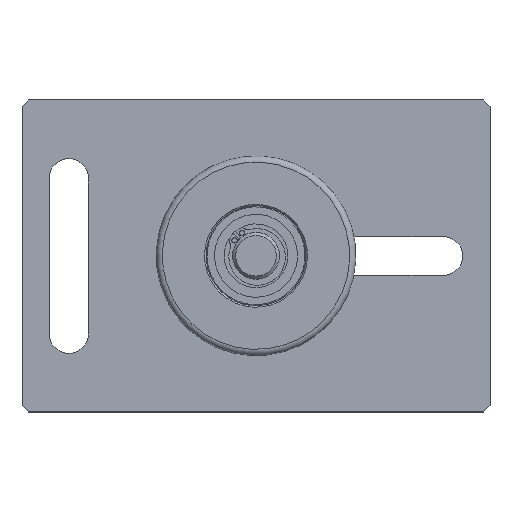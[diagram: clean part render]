
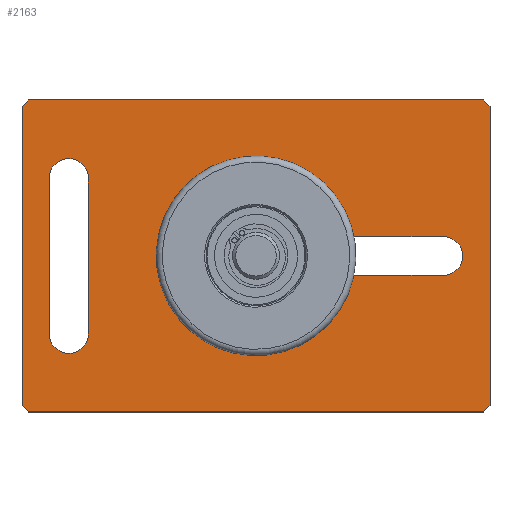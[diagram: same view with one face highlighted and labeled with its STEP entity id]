
A CAD part, top view. The second image highlights one B-rep face of the part: STEP entity #2163.
In plain terms, the highlighted planar face has unit normal (0, 0, 1).
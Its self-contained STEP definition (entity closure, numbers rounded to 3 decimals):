
#206=FACE_BOUND('',#547,.T.);
#207=FACE_BOUND('',#548,.T.);
#208=FACE_BOUND('',#549,.T.);
#251=CIRCLE('',#2465,6.);
#252=CIRCLE('',#2466,6.25);
#253=CIRCLE('',#2467,6.25);
#254=CIRCLE('',#2468,6.25);
#255=CIRCLE('',#2469,6.25);
#433=FACE_OUTER_BOUND('',#546,.T.);
#546=EDGE_LOOP('',(#1465,#1466,#1467,#1468,#1469,#1470,#1471,#1472));
#547=EDGE_LOOP('',(#1473));
#548=EDGE_LOOP('',(#1474,#1475,#1476,#1477));
#549=EDGE_LOOP('',(#1478,#1479,#1480,#1481));
#703=LINE('',#3486,#796);
#707=LINE('',#3494,#800);
#708=LINE('',#3496,#801);
#709=LINE('',#3498,#802);
#710=LINE('',#3500,#803);
#711=LINE('',#3502,#804);
#712=LINE('',#3504,#805);
#713=LINE('',#3505,#806);
#714=LINE('',#3510,#807);
#715=LINE('',#3514,#808);
#716=LINE('',#3520,#809);
#717=LINE('',#3523,#810);
#796=VECTOR('',#2777,10.);
#800=VECTOR('',#2783,10.);
#801=VECTOR('',#2784,10.);
#802=VECTOR('',#2785,10.);
#803=VECTOR('',#2786,10.);
#804=VECTOR('',#2787,10.);
#805=VECTOR('',#2788,10.);
#806=VECTOR('',#2789,10.);
#807=VECTOR('',#2792,10.);
#808=VECTOR('',#2795,10.);
#809=VECTOR('',#2800,10.);
#810=VECTOR('',#2803,10.);
#889=VERTEX_POINT('',#3484);
#890=VERTEX_POINT('',#3485);
#893=VERTEX_POINT('',#3493);
#894=VERTEX_POINT('',#3495);
#895=VERTEX_POINT('',#3497);
#896=VERTEX_POINT('',#3499);
#897=VERTEX_POINT('',#3501);
#898=VERTEX_POINT('',#3503);
#899=VERTEX_POINT('',#3506);
#900=VERTEX_POINT('',#3508);
#901=VERTEX_POINT('',#3509);
#902=VERTEX_POINT('',#3511);
#903=VERTEX_POINT('',#3513);
#904=VERTEX_POINT('',#3516);
#905=VERTEX_POINT('',#3517);
#906=VERTEX_POINT('',#3519);
#907=VERTEX_POINT('',#3521);
#1131=EDGE_CURVE('',#889,#890,#703,.T.);
#1135=EDGE_CURVE('',#893,#889,#707,.T.);
#1136=EDGE_CURVE('',#894,#893,#708,.T.);
#1137=EDGE_CURVE('',#895,#894,#709,.T.);
#1138=EDGE_CURVE('',#896,#895,#710,.T.);
#1139=EDGE_CURVE('',#897,#896,#711,.T.);
#1140=EDGE_CURVE('',#898,#897,#712,.T.);
#1141=EDGE_CURVE('',#890,#898,#713,.T.);
#1142=EDGE_CURVE('',#899,#899,#251,.T.);
#1143=EDGE_CURVE('',#900,#901,#714,.T.);
#1144=EDGE_CURVE('',#901,#902,#252,.T.);
#1145=EDGE_CURVE('',#902,#903,#715,.T.);
#1146=EDGE_CURVE('',#903,#900,#253,.T.);
#1147=EDGE_CURVE('',#904,#905,#254,.T.);
#1148=EDGE_CURVE('',#905,#906,#716,.T.);
#1149=EDGE_CURVE('',#906,#907,#255,.T.);
#1150=EDGE_CURVE('',#907,#904,#717,.T.);
#1465=ORIENTED_EDGE('',*,*,#1131,.F.);
#1466=ORIENTED_EDGE('',*,*,#1135,.F.);
#1467=ORIENTED_EDGE('',*,*,#1136,.F.);
#1468=ORIENTED_EDGE('',*,*,#1137,.F.);
#1469=ORIENTED_EDGE('',*,*,#1138,.F.);
#1470=ORIENTED_EDGE('',*,*,#1139,.F.);
#1471=ORIENTED_EDGE('',*,*,#1140,.F.);
#1472=ORIENTED_EDGE('',*,*,#1141,.F.);
#1473=ORIENTED_EDGE('',*,*,#1142,.T.);
#1474=ORIENTED_EDGE('',*,*,#1143,.T.);
#1475=ORIENTED_EDGE('',*,*,#1144,.T.);
#1476=ORIENTED_EDGE('',*,*,#1145,.T.);
#1477=ORIENTED_EDGE('',*,*,#1146,.T.);
#1478=ORIENTED_EDGE('',*,*,#1147,.T.);
#1479=ORIENTED_EDGE('',*,*,#1148,.T.);
#1480=ORIENTED_EDGE('',*,*,#1149,.T.);
#1481=ORIENTED_EDGE('',*,*,#1150,.T.);
#2122=PLANE('',#2464);
#2163=ADVANCED_FACE('',(#433,#206,#207,#208),#2122,.T.);
#2464=AXIS2_PLACEMENT_3D('',#3492,#2781,#2782);
#2465=AXIS2_PLACEMENT_3D('',#3507,#2790,#2791);
#2466=AXIS2_PLACEMENT_3D('',#3512,#2793,#2794);
#2467=AXIS2_PLACEMENT_3D('',#3515,#2796,#2797);
#2468=AXIS2_PLACEMENT_3D('',#3518,#2798,#2799);
#2469=AXIS2_PLACEMENT_3D('',#3522,#2801,#2802);
#2777=DIRECTION('',(0.707,-0.707,0.));
#2781=DIRECTION('center_axis',(0.,0.,1.));
#2782=DIRECTION('ref_axis',(1.,0.,0.));
#2783=DIRECTION('',(1.,0.,0.));
#2784=DIRECTION('',(0.707,0.707,0.));
#2785=DIRECTION('',(0.,1.,0.));
#2786=DIRECTION('',(-0.707,0.707,0.));
#2787=DIRECTION('',(-1.,0.,0.));
#2788=DIRECTION('',(-0.707,-0.707,0.));
#2789=DIRECTION('',(0.,-1.,0.));
#2790=DIRECTION('center_axis',(0.,0.,-1.));
#2791=DIRECTION('ref_axis',(-1.,0.,0.));
#2792=DIRECTION('',(1.,0.,0.));
#2793=DIRECTION('center_axis',(0.,0.,-1.));
#2794=DIRECTION('ref_axis',(0.,-1.,0.));
#2795=DIRECTION('',(-1.,0.,0.));
#2796=DIRECTION('center_axis',(0.,0.,-1.));
#2797=DIRECTION('ref_axis',(0.,1.,0.));
#2798=DIRECTION('center_axis',(0.,0.,-1.));
#2799=DIRECTION('ref_axis',(1.,0.,0.));
#2800=DIRECTION('',(0.,-1.,0.));
#2801=DIRECTION('center_axis',(0.,0.,-1.));
#2802=DIRECTION('ref_axis',(-1.,0.,0.));
#2803=DIRECTION('',(0.,1.,0.));
#3484=CARTESIAN_POINT('',(148.,100.,10.));
#3485=CARTESIAN_POINT('',(150.,98.,10.));
#3486=CARTESIAN_POINT('',(142.75,105.25,10.));
#3492=CARTESIAN_POINT('Origin',(75.,50.,10.));
#3493=CARTESIAN_POINT('',(2.,100.,10.));
#3494=CARTESIAN_POINT('',(150.,100.,10.));
#3495=CARTESIAN_POINT('',(0.,98.,10.));
#3496=CARTESIAN_POINT('',(7.25,105.25,10.));
#3497=CARTESIAN_POINT('',(0.,2.,10.));
#3498=CARTESIAN_POINT('',(0.,100.,10.));
#3499=CARTESIAN_POINT('',(2.,0.,10.));
#3500=CARTESIAN_POINT('',(7.25,-5.25,10.));
#3501=CARTESIAN_POINT('',(148.,0.,10.));
#3502=CARTESIAN_POINT('',(0.,0.,10.));
#3503=CARTESIAN_POINT('',(150.,2.,10.));
#3504=CARTESIAN_POINT('',(142.75,-5.25,10.));
#3505=CARTESIAN_POINT('',(150.,0.,10.));
#3506=CARTESIAN_POINT('',(81.,50.,10.));
#3507=CARTESIAN_POINT('Origin',(75.,50.,10.));
#3508=CARTESIAN_POINT('',(105.,56.25,10.));
#3509=CARTESIAN_POINT('',(135.,56.25,10.));
#3510=CARTESIAN_POINT('',(105.,56.25,10.));
#3511=CARTESIAN_POINT('',(135.,43.75,10.));
#3512=CARTESIAN_POINT('Origin',(135.,50.,10.));
#3513=CARTESIAN_POINT('',(105.,43.75,10.));
#3514=CARTESIAN_POINT('',(90.,43.75,10.));
#3515=CARTESIAN_POINT('Origin',(105.,50.,10.));
#3516=CARTESIAN_POINT('',(8.75,75.,10.));
#3517=CARTESIAN_POINT('',(21.25,75.,10.));
#3518=CARTESIAN_POINT('Origin',(15.,75.,10.));
#3519=CARTESIAN_POINT('',(21.25,25.,10.));
#3520=CARTESIAN_POINT('',(21.25,37.5,10.));
#3521=CARTESIAN_POINT('',(8.75,25.,10.));
#3522=CARTESIAN_POINT('Origin',(15.,25.,10.));
#3523=CARTESIAN_POINT('',(8.75,62.5,10.));
